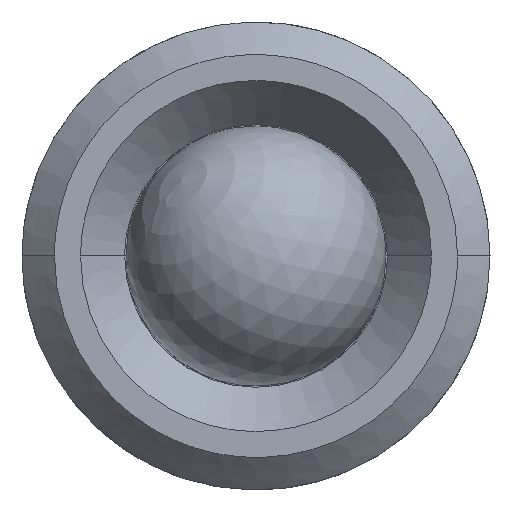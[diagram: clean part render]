
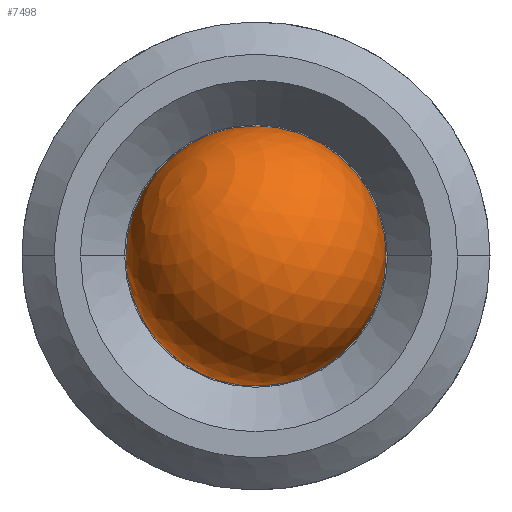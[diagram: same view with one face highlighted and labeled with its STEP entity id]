
A CAD part, front view. The second image highlights one B-rep face of the part: STEP entity #7498.
In plain terms, the highlighted spherical face has radius 5 mm.
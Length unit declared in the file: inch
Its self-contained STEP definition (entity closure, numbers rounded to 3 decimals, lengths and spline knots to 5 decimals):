
#23=SPHERICAL_SURFACE('',#7804,0.19685);
#641=FACE_OUTER_BOUND('',#1086,.T.);
#1086=EDGE_LOOP('',(#6852,#6853,#6854,#6855,#6856));
#2058=CIRCLE('',#7801,0.19685);
#2059=CIRCLE('',#7802,0.19685);
#2060=CIRCLE('',#7803,0.19685);
#2061=CIRCLE('',#7805,0.19685);
#3406=VERTEX_POINT('',#54114);
#3407=VERTEX_POINT('',#54116);
#3408=VERTEX_POINT('',#54118);
#3409=VERTEX_POINT('',#54175);
#4554=EDGE_CURVE('',#3407,#3406,#2058,.T.);
#4555=EDGE_CURVE('',#3408,#3407,#2059,.T.);
#4557=EDGE_CURVE('',#3406,#3408,#2060,.T.);
#4558=EDGE_CURVE('',#3409,#3407,#2061,.T.);
#6852=ORIENTED_EDGE('',*,*,#4557,.T.);
#6853=ORIENTED_EDGE('',*,*,#4555,.T.);
#6854=ORIENTED_EDGE('',*,*,#4558,.F.);
#6855=ORIENTED_EDGE('',*,*,#4558,.T.);
#6856=ORIENTED_EDGE('',*,*,#4554,.T.);
#7498=ADVANCED_FACE('',(#641),#23,.T.);
#7801=AXIS2_PLACEMENT_3D('',#54117,#8787,#8788);
#7802=AXIS2_PLACEMENT_3D('',#54119,#8789,#8790);
#7803=AXIS2_PLACEMENT_3D('',#54173,#8792,#8793);
#7804=AXIS2_PLACEMENT_3D('',#54174,#8794,#8795);
#7805=AXIS2_PLACEMENT_3D('',#54176,#8796,#8797);
#8787=DIRECTION('center_axis',(0.,-1.,0.));
#8788=DIRECTION('ref_axis',(-1.,0.,0.));
#8789=DIRECTION('center_axis',(0.,-1.,0.));
#8790=DIRECTION('ref_axis',(-1.,0.,0.));
#8792=DIRECTION('center_axis',(0.,-1.,0.));
#8793=DIRECTION('ref_axis',(-1.,0.,0.));
#8794=DIRECTION('center_axis',(-0.577,-0.577,0.577));
#8795=DIRECTION('ref_axis',(0.707,0.,0.707));
#8796=DIRECTION('center_axis',(0.408,-0.816,-0.408));
#8797=DIRECTION('ref_axis',(-0.707,0.,-0.707));
#54114=CARTESIAN_POINT('',(0.19685,-0.81493,0.));
#54116=CARTESIAN_POINT('',(-0.13919,-0.81493,-0.1392));
#54117=CARTESIAN_POINT('Origin',(0.,-0.81493,
0.));
#54118=CARTESIAN_POINT('',(-0.19685,-0.81493,0.));
#54119=CARTESIAN_POINT('Origin',(0.,-0.81493,
0.));
#54173=CARTESIAN_POINT('Origin',(0.,-0.81493,
0.));
#54174=CARTESIAN_POINT('Origin',(0.,-0.81493,
0.));
#54175=CARTESIAN_POINT('',(-0.11365,-0.92858,0.11365));
#54176=CARTESIAN_POINT('Origin',(0.,-0.81493,
0.));
